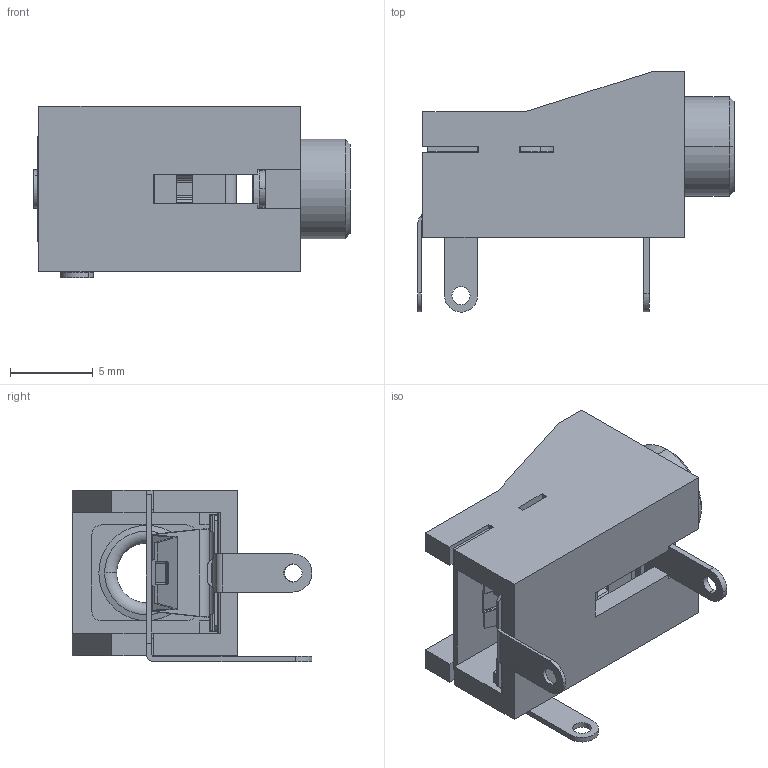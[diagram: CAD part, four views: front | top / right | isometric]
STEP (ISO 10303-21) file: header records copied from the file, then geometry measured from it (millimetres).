
FILE_DESCRIPTION (( 'STEP AP214' ), '1' );
FILE_NAME ('Same_Sky_MJ-3536N.step', '2025-09-08T19:49:25', ( '' ), ( '' ), 'SwSTEP 2.0', 'SolidWorks 2025', '' );
FILE_SCHEMA (( 'AUTOMOTIVE_DESIGN' ));
Length unit declared in the file: millimetre
Products named in the file (1): Same_Sky_MJ-3536N
Bounding box: 19.1 x 14.5 x 10.37 mm (x, y, z)
Volume: 717.3 mm3; surface area: 1558.1 mm2
Topology: 1 solids, 1 shells, 312 faces, 914 edges, 586 vertices
Faces by surface type: plane 160, cylinder 124, cone 14, sphere 8, torus 6
Entity records: 10430 total; most frequent: CARTESIAN_POINT 1907, ORIENTED_EDGE 1828, DIRECTION 1797, EDGE_CURVE 914, LINE 605, VECTOR 605, AXIS2_PLACEMENT_3D 596, VERTEX_POINT 586
